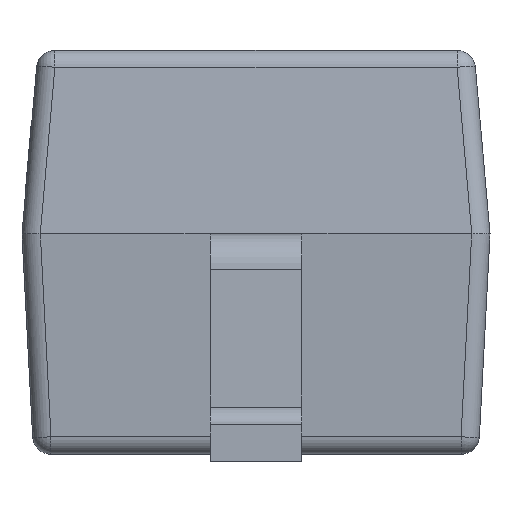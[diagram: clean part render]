
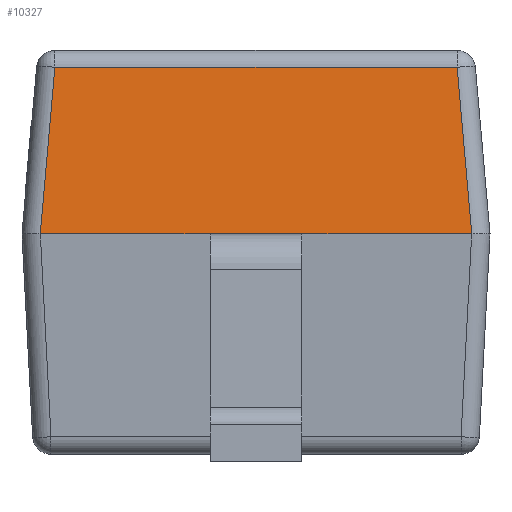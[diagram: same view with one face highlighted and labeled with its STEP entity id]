
A CAD part, left-side view. The second image highlights one B-rep face of the part: STEP entity #10327.
In plain terms, the highlighted planar face has unit normal (-0.996, 0, 0.087).
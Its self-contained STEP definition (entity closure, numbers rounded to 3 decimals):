
#254 = DIRECTION ( 'NONE',  ( 0., -1., 0. ) ) ;
#509 = VERTEX_POINT ( 'NONE', #5209 ) ;
#719 = FACE_OUTER_BOUND ( 'NONE', #11422, .T. ) ;
#969 = CARTESIAN_POINT ( 'NONE',  ( -0.838, -0.637, 0. ) ) ;
#1640 = VECTOR ( 'NONE', #8352, 1000. ) ;
#1700 = DIRECTION ( 'NONE',  ( 0.087, 0., 0.996 ) ) ;
#1830 = ORIENTED_EDGE ( 'NONE', *, *, #4719, .T. ) ;
#1905 = VECTOR ( 'NONE', #3168, 1000. ) ;
#1985 = LINE ( 'NONE', #969, #3305 ) ;
#2183 = ORIENTED_EDGE ( 'NONE', *, *, #5155, .T. ) ;
#2396 = VERTEX_POINT ( 'NONE', #8082 ) ;
#2511 = EDGE_CURVE ( 'NONE', #2396, #10545, #13527, .T. ) ;
#2682 = VECTOR ( 'NONE', #3170, 1000. ) ;
#3150 = DIRECTION ( 'NONE',  ( 0., -1., 0. ) ) ;
#3168 = DIRECTION ( 'NONE',  ( -0.087, 0.087, -0.992 ) ) ;
#3170 = DIRECTION ( 'NONE',  ( 0., -1., 0. ) ) ;
#3258 = VERTEX_POINT ( 'NONE', #13248 ) ;
#3305 = VECTOR ( 'NONE', #3150, 1000. ) ;
#3495 = ORIENTED_EDGE ( 'NONE', *, *, #12716, .T. ) ;
#3521 = VERTEX_POINT ( 'NONE', #12580 ) ;
#3632 = CARTESIAN_POINT ( 'NONE',  ( -0.838, -0.588, 0. ) ) ;
#3774 = AXIS2_PLACEMENT_3D ( 'NONE', #7128, #8951, #1700 ) ;
#3787 = CARTESIAN_POINT ( 'NONE',  ( -0.838, 0.125, 0. ) ) ;
#3811 = CARTESIAN_POINT ( 'NONE',  ( -0.838, -0.637, 0. ) ) ;
#3942 = DIRECTION ( 'NONE',  ( 0., -1., 0. ) ) ;
#4005 = CARTESIAN_POINT ( 'NONE',  ( -0.838, 0.588, 0. ) ) ;
#4185 = LINE ( 'NONE', #12557, #1905 ) ;
#4235 = EDGE_CURVE ( 'NONE', #9643, #6299, #1985, .T. ) ;
#4719 = EDGE_CURVE ( 'NONE', #12373, #2396, #9590, .T. ) ;
#4875 = LINE ( 'NONE', #13495, #9491 ) ;
#5155 = EDGE_CURVE ( 'NONE', #10545, #509, #12479, .T. ) ;
#5209 = CARTESIAN_POINT ( 'NONE',  ( -0.837, -0.125, 0. ) ) ;
#5514 = ORIENTED_EDGE ( 'NONE', *, *, #5907, .T. ) ;
#5907 = EDGE_CURVE ( 'NONE', #3521, #3258, #4875, .T. ) ;
#6299 = VERTEX_POINT ( 'NONE', #3632 ) ;
#6313 = ORIENTED_EDGE ( 'NONE', *, *, #2511, .T. ) ;
#6370 = EDGE_CURVE ( 'NONE', #6299, #3521, #7073, .T. ) ;
#7073 = LINE ( 'NONE', #12458, #1640 ) ;
#7128 = CARTESIAN_POINT ( 'NONE',  ( -0.838, -0.637, 0. ) ) ;
#7530 = ORIENTED_EDGE ( 'NONE', *, *, #12367, .T. ) ;
#8082 = CARTESIAN_POINT ( 'NONE',  ( -0.838, 0.588, 0. ) ) ;
#8334 = ORIENTED_EDGE ( 'NONE', *, *, #4235, .T. ) ;
#8352 = DIRECTION ( 'NONE',  ( 0.087, 0.087, 0.992 ) ) ;
#8602 = CARTESIAN_POINT ( 'NONE',  ( -0.838, -0.637, 0. ) ) ;
#8951 = DIRECTION ( 'NONE',  ( -0.996, 0., 0.087 ) ) ;
#9075 = DIRECTION ( 'NONE',  ( 0., 1., 0. ) ) ;
#9491 = VECTOR ( 'NONE', #9075, 1000. ) ;
#9541 = VECTOR ( 'NONE', #3942, 1000. ) ;
#9590 = LINE ( 'NONE', #12520, #12736 ) ;
#9643 = VERTEX_POINT ( 'NONE', #11931 ) ;
#10198 = LINE ( 'NONE', #3811, #9541 ) ;
#10327 = ADVANCED_FACE ( 'NONE', ( #719 ), #12093, .T. ) ;
#10545 = VERTEX_POINT ( 'NONE', #3787 ) ;
#10653 = ORIENTED_EDGE ( 'NONE', *, *, #6370, .T. ) ;
#11422 = EDGE_LOOP ( 'NONE', ( #8334, #10653, #5514, #3495, #1830, #6313, #2183, #7530 ) ) ;
#11733 = DIRECTION ( 'NONE',  ( 0., -1., 0. ) ) ;
#11931 = CARTESIAN_POINT ( 'NONE',  ( -0.838, -0.588, 0. ) ) ;
#12093 = PLANE ( 'NONE',  #3774 ) ;
#12367 = EDGE_CURVE ( 'NONE', #509, #9643, #10198, .T. ) ;
#12373 = VERTEX_POINT ( 'NONE', #4005 ) ;
#12458 = CARTESIAN_POINT ( 'NONE',  ( -0.838, -0.588, -0.004 ) ) ;
#12479 = LINE ( 'NONE', #12686, #2682 ) ;
#12520 = CARTESIAN_POINT ( 'NONE',  ( -0.838, -0.637, 0. ) ) ;
#12557 = CARTESIAN_POINT ( 'NONE',  ( -0.828, 0.578, 0.106 ) ) ;
#12580 = CARTESIAN_POINT ( 'NONE',  ( -0.798, -0.548, 0.454 ) ) ;
#12686 = CARTESIAN_POINT ( 'NONE',  ( -0.837, 0.125, 0. ) ) ;
#12716 = EDGE_CURVE ( 'NONE', #3258, #12373, #4185, .T. ) ;
#12736 = VECTOR ( 'NONE', #254, 1000. ) ;
#13248 = CARTESIAN_POINT ( 'NONE',  ( -0.798, 0.548, 0.454 ) ) ;
#13251 = VECTOR ( 'NONE', #11733, 1000. ) ;
#13495 = CARTESIAN_POINT ( 'NONE',  ( -0.798, 0.594, 0.454 ) ) ;
#13527 = LINE ( 'NONE', #8602, #13251 ) ;
